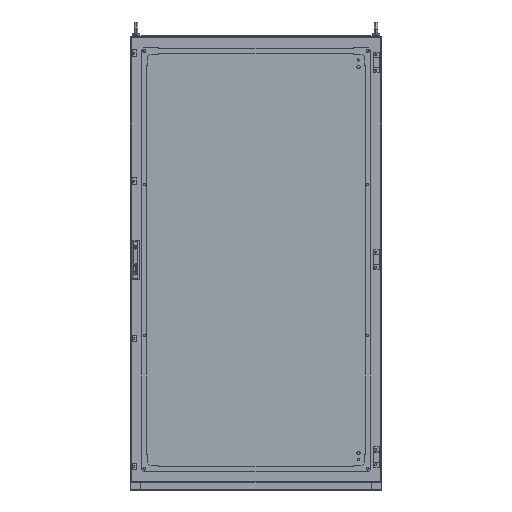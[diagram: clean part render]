
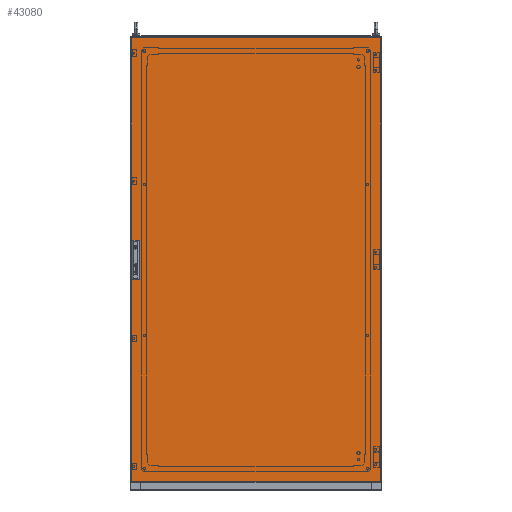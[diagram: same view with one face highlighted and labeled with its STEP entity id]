
A CAD part, top view. The second image highlights one B-rep face of the part: STEP entity #43080.
In plain terms, the highlighted planar face has unit normal (0, 0, 1).
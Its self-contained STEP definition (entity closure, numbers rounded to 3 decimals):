
#811 = ORIENTED_EDGE ( 'NONE', *, *, #131294, .F. ) ;
#3756 = VERTEX_POINT ( 'NONE', #74544 ) ;
#4276 = VECTOR ( 'NONE', #159189, 1000. ) ;
#5431 = VECTOR ( 'NONE', #20920, 1000. ) ;
#6662 = PLANE ( 'NONE',  #95956 ) ;
#6942 = LINE ( 'NONE', #98907, #49509 ) ;
#7767 = ORIENTED_EDGE ( 'NONE', *, *, #90737, .T. ) ;
#14106 = CARTESIAN_POINT ( 'NONE',  ( -465.7, -61.5, 0. ) ) ;
#14523 = VECTOR ( 'NONE', #107765, 1000. ) ;
#18184 = CARTESIAN_POINT ( 'NONE',  ( -490.7, -61.5, 0. ) ) ;
#18208 = DIRECTION ( 'NONE',  ( 1., 0., 0. ) ) ;
#18233 = ORIENTED_EDGE ( 'NONE', *, *, #124877, .F. ) ;
#19815 = CARTESIAN_POINT ( 'NONE',  ( -497., 897., 0. ) ) ;
#20157 = LINE ( 'NONE', #140203, #51963 ) ;
#20920 = DIRECTION ( 'NONE',  ( 0., 1., 0. ) ) ;
#21658 = DIRECTION ( 'NONE',  ( 1., 0., 0. ) ) ;
#24624 = ORIENTED_EDGE ( 'NONE', *, *, #112833, .F. ) ;
#27332 = LINE ( 'NONE', #196222, #28053 ) ;
#28053 = VECTOR ( 'NONE', #30343, 1000. ) ;
#29136 = ORIENTED_EDGE ( 'NONE', *, *, #74480, .F. ) ;
#30343 = DIRECTION ( 'NONE',  ( 1., 0., 0. ) ) ;
#32567 = DIRECTION ( 'NONE',  ( 0., -1., 0. ) ) ;
#32877 = EDGE_CURVE ( 'NONE', #76245, #156452, #88584, .T. ) ;
#35050 = LINE ( 'NONE', #95937, #5431 ) ;
#36069 = EDGE_LOOP ( 'NONE', ( #89848, #142714, #811, #128950 ) ) ;
#39854 = CARTESIAN_POINT ( 'NONE',  ( -465.7, 88.5, 0. ) ) ;
#40270 = LINE ( 'NONE', #117215, #79123 ) ;
#41004 = EDGE_LOOP ( 'NONE', ( #170622, #29136, #24624, #18233 ) ) ;
#43080 = ADVANCED_FACE ( 'NONE', ( #80717, #47813, #95661 ), #6662, .T. ) ;
#46843 = LINE ( 'NONE', #179792, #14523 ) ;
#47813 = FACE_BOUND ( 'NONE', #36069, .T. ) ;
#49509 = VECTOR ( 'NONE', #160872, 1000. ) ;
#50475 = ORIENTED_EDGE ( 'NONE', *, *, #141720, .T. ) ;
#50818 = DIRECTION ( 'NONE',  ( 0., 1., 0. ) ) ;
#51403 = VECTOR ( 'NONE', #194657, 1000. ) ;
#51963 = VECTOR ( 'NONE', #18208, 1000. ) ;
#55633 = VECTOR ( 'NONE', #171206, 1000. ) ;
#65479 = CARTESIAN_POINT ( 'NONE',  ( -490.7, -11.5, 0. ) ) ;
#65827 = LINE ( 'NONE', #160639, #98828 ) ;
#67584 = VERTEX_POINT ( 'NONE', #146789 ) ;
#68148 = VERTEX_POINT ( 'NONE', #75312 ) ;
#69176 = EDGE_CURVE ( 'NONE', #68148, #67584, #154423, .T. ) ;
#74480 = EDGE_CURVE ( 'NONE', #3756, #68148, #115794, .T. ) ;
#74544 = CARTESIAN_POINT ( 'NONE',  ( -465.7, 88.5, 0. ) ) ;
#75312 = CARTESIAN_POINT ( 'NONE',  ( -490.7, 88.5, 0. ) ) ;
#75805 = VECTOR ( 'NONE', #32567, 1000. ) ;
#76245 = VERTEX_POINT ( 'NONE', #144504 ) ;
#76638 = VERTEX_POINT ( 'NONE', #147748 ) ;
#76753 = CARTESIAN_POINT ( 'NONE',  ( 497., -870., 0. ) ) ;
#79123 = VECTOR ( 'NONE', #161152, 1000. ) ;
#80717 = FACE_BOUND ( 'NONE', #41004, .T. ) ;
#80876 = DIRECTION ( 'NONE',  ( 0., -1., 0. ) ) ;
#84607 = VERTEX_POINT ( 'NONE', #65479 ) ;
#88584 = LINE ( 'NONE', #149538, #55633 ) ;
#89848 = ORIENTED_EDGE ( 'NONE', *, *, #120713, .F. ) ;
#90737 = EDGE_CURVE ( 'NONE', #156452, #191417, #174195, .T. ) ;
#95661 = FACE_OUTER_BOUND ( 'NONE', #162126, .T. ) ;
#95800 = EDGE_CURVE ( 'NONE', #134173, #76245, #170864, .T. ) ;
#95937 = CARTESIAN_POINT ( 'NONE',  ( -465.7, -61.5, 0. ) ) ;
#95956 = AXIS2_PLACEMENT_3D ( 'NONE', #113652, #193530, #21658 ) ;
#96418 = CARTESIAN_POINT ( 'NONE',  ( -490.7, 38.5, 0. ) ) ;
#98192 = CARTESIAN_POINT ( 'NONE',  ( 497., 897., 0. ) ) ;
#98828 = VECTOR ( 'NONE', #50818, 1000. ) ;
#98907 = CARTESIAN_POINT ( 'NONE',  ( -497., 897., 0. ) ) ;
#104799 = EDGE_CURVE ( 'NONE', #76638, #84607, #46843, .T. ) ;
#106086 = EDGE_CURVE ( 'NONE', #197483, #143141, #27332, .T. ) ;
#107765 = DIRECTION ( 'NONE',  ( -1., 0., 0. ) ) ;
#112833 = EDGE_CURVE ( 'NONE', #196599, #3756, #65827, .T. ) ;
#113652 = CARTESIAN_POINT ( 'NONE',  ( 0., 0., 0. ) ) ;
#114105 = CARTESIAN_POINT ( 'NONE',  ( -465.7, 38.5, 0. ) ) ;
#115794 = LINE ( 'NONE', #39854, #51403 ) ;
#117215 = CARTESIAN_POINT ( 'NONE',  ( -490.7, -61.5, 0. ) ) ;
#120713 = EDGE_CURVE ( 'NONE', #84607, #197483, #40270, .T. ) ;
#124877 = EDGE_CURVE ( 'NONE', #67584, #196599, #20157, .T. ) ;
#128950 = ORIENTED_EDGE ( 'NONE', *, *, #106086, .F. ) ;
#131294 = EDGE_CURVE ( 'NONE', #143141, #76638, #35050, .T. ) ;
#134173 = VERTEX_POINT ( 'NONE', #169959 ) ;
#136994 = VECTOR ( 'NONE', #80876, 1000. ) ;
#140203 = CARTESIAN_POINT ( 'NONE',  ( -465.7, 38.5, 0. ) ) ;
#141720 = EDGE_CURVE ( 'NONE', #191417, #134173, #6942, .T. ) ;
#142714 = ORIENTED_EDGE ( 'NONE', *, *, #104799, .F. ) ;
#143141 = VERTEX_POINT ( 'NONE', #14106 ) ;
#144504 = CARTESIAN_POINT ( 'NONE',  ( -497., -870., 0. ) ) ;
#146789 = CARTESIAN_POINT ( 'NONE',  ( -490.7, 38.5, 0. ) ) ;
#147748 = CARTESIAN_POINT ( 'NONE',  ( -465.7, -11.5, 0. ) ) ;
#149538 = CARTESIAN_POINT ( 'NONE',  ( -497., -870., 0. ) ) ;
#154423 = LINE ( 'NONE', #96418, #75805 ) ;
#155485 = ORIENTED_EDGE ( 'NONE', *, *, #95800, .T. ) ;
#156452 = VERTEX_POINT ( 'NONE', #76753 ) ;
#159189 = DIRECTION ( 'NONE',  ( 0., 1., 0. ) ) ;
#160639 = CARTESIAN_POINT ( 'NONE',  ( -465.7, 38.5, 0. ) ) ;
#160872 = DIRECTION ( 'NONE',  ( -1., 0., 0. ) ) ;
#161152 = DIRECTION ( 'NONE',  ( 0., -1., 0. ) ) ;
#162126 = EDGE_LOOP ( 'NONE', ( #155485, #175244, #7767, #50475 ) ) ;
#165018 = CARTESIAN_POINT ( 'NONE',  ( 497., 897., 0. ) ) ;
#169959 = CARTESIAN_POINT ( 'NONE',  ( -497., 897., 0. ) ) ;
#170622 = ORIENTED_EDGE ( 'NONE', *, *, #69176, .F. ) ;
#170864 = LINE ( 'NONE', #19815, #136994 ) ;
#171206 = DIRECTION ( 'NONE',  ( 1., 0., 0. ) ) ;
#174195 = LINE ( 'NONE', #98192, #4276 ) ;
#175244 = ORIENTED_EDGE ( 'NONE', *, *, #32877, .T. ) ;
#179792 = CARTESIAN_POINT ( 'NONE',  ( -465.7, -11.5, 0. ) ) ;
#191417 = VERTEX_POINT ( 'NONE', #165018 ) ;
#193530 = DIRECTION ( 'NONE',  ( 0., 0., 1. ) ) ;
#194657 = DIRECTION ( 'NONE',  ( -1., 0., 0. ) ) ;
#196222 = CARTESIAN_POINT ( 'NONE',  ( -465.7, -61.5, 0. ) ) ;
#196599 = VERTEX_POINT ( 'NONE', #114105 ) ;
#197483 = VERTEX_POINT ( 'NONE', #18184 ) ;
